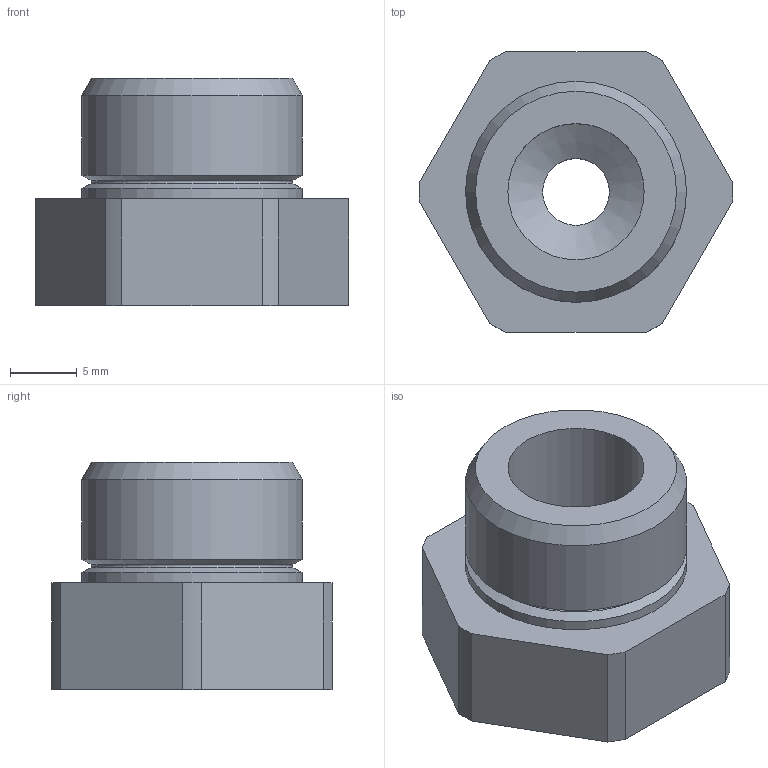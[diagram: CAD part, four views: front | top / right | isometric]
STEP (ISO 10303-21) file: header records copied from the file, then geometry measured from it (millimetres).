
FILE_DESCRIPTION(/* description */ (''),/* implementation_level */ '2;1');
FILE_NAME(/* name */ 'G3-8 Venturi-5.0mm (fixed inlet shape).step',/* time_stamp */ '2024-10-01T17:37:55+01:00',/* author */ (''),/* organization */ (''),/* preprocessor_version */ 'ST-DEVELOPER v20',/* originating_system */ 'Autodesk Translation Framework v13.14.0.145',/* authorisation */ '');
FILE_SCHEMA (('AUTOMOTIVE_DESIGN { 1 0 10303 214 3 1 1 }'));
Length unit declared in the file: millimetre
Products named in the file (1): G3-8 Venturi-5.0mm (fixed inlet shape)
Bounding box: 23.5 x 21 x 17 mm (x, y, z)
Volume: 3900.7 mm3; surface area: 2184.2 mm2
Topology: 1 solids, 1 shells, 83 faces, 224 edges, 148 vertices
Faces by surface type: bspline 42, plane 26, cylinder 10, cone 4, torus 1
Full cylindrical faces by diameter (mm): 5 x1, 10.2 x1, 16.537 x2
Entity records: 3045 total; most frequent: CARTESIAN_POINT 1179, ORIENTED_EDGE 448, DIRECTION 256, EDGE_CURVE 224, VERTEX_POINT 148, LINE 112, VECTOR 112, EDGE_LOOP 90
